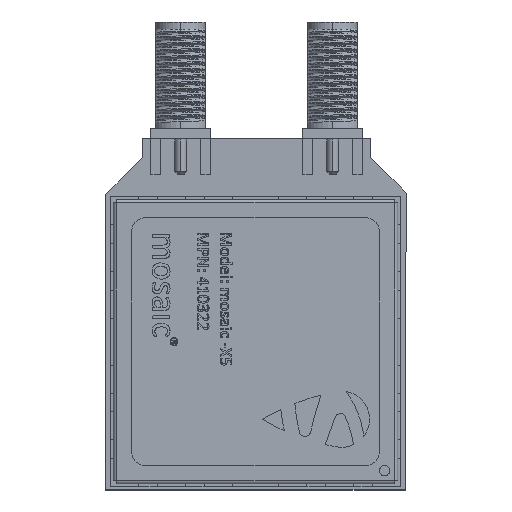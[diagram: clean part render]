
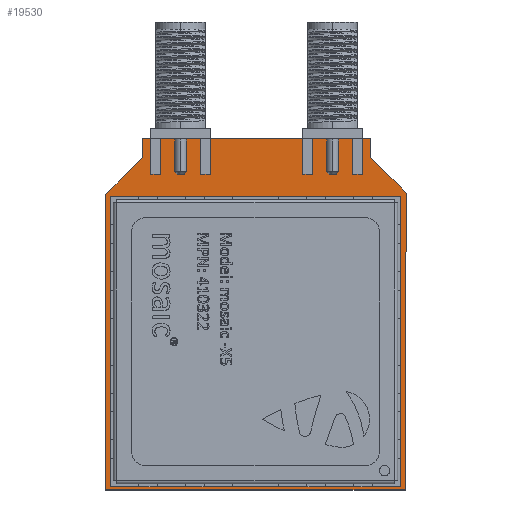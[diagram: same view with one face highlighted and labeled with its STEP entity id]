
A CAD part, top view. The second image highlights one B-rep face of the part: STEP entity #19530.
In plain terms, the highlighted planar face has unit normal (0, 0, 1).
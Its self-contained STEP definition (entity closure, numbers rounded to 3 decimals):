
#5587 = ORIENTED_EDGE ( 'NONE', *, *, #41237, .T. ) ;
#7599 = AXIS2_PLACEMENT_3D ( 'NONE', #21939, #98482, #55898 ) ;
#11154 = ORIENTED_EDGE ( 'NONE', *, *, #139205, .T. ) ;
#16619 = EDGE_CURVE ( 'NONE', #70305, #109790, #35776, .T. ) ;
#17304 = CARTESIAN_POINT ( 'NONE',  ( -3.937, -61.214, 1. ) ) ;
#19066 = VECTOR ( 'NONE', #32564, 1000. ) ;
#19530 = ADVANCED_FACE ( 'NONE', ( #130424 ), #119084, .F. ) ;
#21939 = CARTESIAN_POINT ( 'NONE',  ( 0., 0., 1. ) ) ;
#22038 = VERTEX_POINT ( 'NONE', #31577 ) ;
#23425 = ORIENTED_EDGE ( 'NONE', *, *, #16619, .T. ) ;
#24163 = CARTESIAN_POINT ( 'NONE',  ( 0., -25.654, 1. ) ) ;
#28648 = LINE ( 'NONE', #69815, #122565 ) ;
#31577 = CARTESIAN_POINT ( 'NONE',  ( 24.384, -25.654, 1. ) ) ;
#32564 = DIRECTION ( 'NONE',  ( 0., 1., 0. ) ) ;
#34163 = VERTEX_POINT ( 'NONE', #93393 ) ;
#35776 = LINE ( 'NONE', #17304, #125300 ) ;
#36580 = CARTESIAN_POINT ( 'NONE',  ( 0., -23.622, 1. ) ) ;
#37230 = DIRECTION ( 'NONE',  ( -0.707, -0.707, 0. ) ) ;
#37536 = VECTOR ( 'NONE', #85313, 1000. ) ;
#38713 = CARTESIAN_POINT ( 'NONE',  ( 0., -23.622, 1. ) ) ;
#41237 = EDGE_CURVE ( 'NONE', #58267, #70305, #28648, .T. ) ;
#42510 = LINE ( 'NONE', #85769, #19066 ) ;
#42701 = ORIENTED_EDGE ( 'NONE', *, *, #107889, .T. ) ;
#44413 = LINE ( 'NONE', #36580, #92330 ) ;
#51073 = LINE ( 'NONE', #136194, #130619 ) ;
#52481 = DIRECTION ( 'NONE',  ( -0.707, 0.707, 0. ) ) ;
#55898 = DIRECTION ( 'NONE',  ( -1., 0., 0. ) ) ;
#58267 = VERTEX_POINT ( 'NONE', #86929 ) ;
#59643 = EDGE_CURVE ( 'NONE', #127829, #98167, #128582, .T. ) ;
#67427 = DIRECTION ( 'NONE',  ( 0., -1., 0. ) ) ;
#68488 = DIRECTION ( 'NONE',  ( -1., 0., 0. ) ) ;
#69815 = CARTESIAN_POINT ( 'NONE',  ( -3.937, -29.591, 1. ) ) ;
#70305 = VERTEX_POINT ( 'NONE', #106839 ) ;
#78070 = LINE ( 'NONE', #24163, #100184 ) ;
#85313 = DIRECTION ( 'NONE',  ( 0.004, 1., 0. ) ) ;
#85769 = CARTESIAN_POINT ( 'NONE',  ( 24.384, -23.622, 1. ) ) ;
#86929 = CARTESIAN_POINT ( 'NONE',  ( 0., -25.654, 1. ) ) ;
#86954 = EDGE_LOOP ( 'NONE', ( #90796, #112414, #42701, #95170, #134735, #5587, #23425, #11154 ) ) ;
#89788 = CARTESIAN_POINT ( 'NONE',  ( 28.067, -61.214, 1. ) ) ;
#90796 = ORIENTED_EDGE ( 'NONE', *, *, #59643, .T. ) ;
#92330 = VECTOR ( 'NONE', #68488, 1000. ) ;
#93393 = CARTESIAN_POINT ( 'NONE',  ( 24.384, -23.622, 1. ) ) ;
#95170 = ORIENTED_EDGE ( 'NONE', *, *, #127759, .T. ) ;
#98167 = VERTEX_POINT ( 'NONE', #121375 ) ;
#98482 = DIRECTION ( 'NONE',  ( 0., 0., -1. ) ) ;
#100184 = VECTOR ( 'NONE', #67427, 1000. ) ;
#102741 = EDGE_CURVE ( 'NONE', #124371, #58267, #78070, .T. ) ;
#106839 = CARTESIAN_POINT ( 'NONE',  ( -3.937, -29.591, 1. ) ) ;
#107889 = EDGE_CURVE ( 'NONE', #22038, #34163, #42510, .T. ) ;
#109761 = VECTOR ( 'NONE', #52481, 1000. ) ;
#109790 = VERTEX_POINT ( 'NONE', #115706 ) ;
#112341 = DIRECTION ( 'NONE',  ( 0., -1., 0. ) ) ;
#112414 = ORIENTED_EDGE ( 'NONE', *, *, #135587, .T. ) ;
#115706 = CARTESIAN_POINT ( 'NONE',  ( -3.937, -61.214, 1. ) ) ;
#119084 = PLANE ( 'NONE',  #7599 ) ;
#119149 = CARTESIAN_POINT ( 'NONE',  ( 24.384, -25.654, 1. ) ) ;
#119849 = LINE ( 'NONE', #119149, #109761 ) ;
#121375 = CARTESIAN_POINT ( 'NONE',  ( 28.194, -29.464, 1. ) ) ;
#122565 = VECTOR ( 'NONE', #37230, 1000. ) ;
#124371 = VERTEX_POINT ( 'NONE', #38713 ) ;
#125300 = VECTOR ( 'NONE', #112341, 1000. ) ;
#127759 = EDGE_CURVE ( 'NONE', #34163, #124371, #44413, .T. ) ;
#127829 = VERTEX_POINT ( 'NONE', #89788 ) ;
#127890 = CARTESIAN_POINT ( 'NONE',  ( 28.194, -29.464, 1. ) ) ;
#128582 = LINE ( 'NONE', #127890, #37536 ) ;
#130424 = FACE_OUTER_BOUND ( 'NONE', #86954, .T. ) ;
#130619 = VECTOR ( 'NONE', #138991, 1000. ) ;
#134735 = ORIENTED_EDGE ( 'NONE', *, *, #102741, .T. ) ;
#135587 = EDGE_CURVE ( 'NONE', #98167, #22038, #119849, .T. ) ;
#136194 = CARTESIAN_POINT ( 'NONE',  ( 28.067, -61.214, 1. ) ) ;
#138991 = DIRECTION ( 'NONE',  ( 1., 0., 0. ) ) ;
#139205 = EDGE_CURVE ( 'NONE', #109790, #127829, #51073, .T. ) ;
